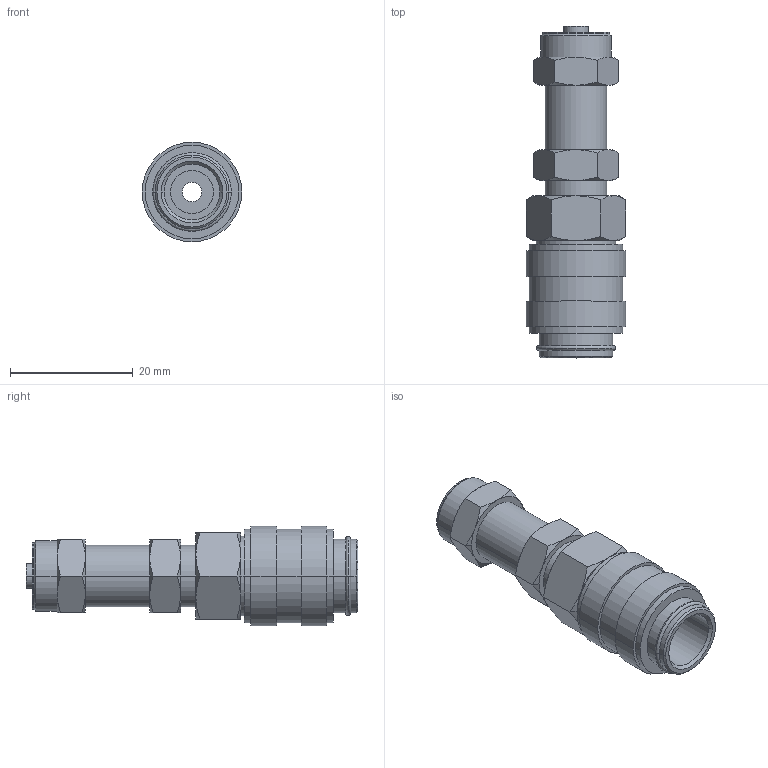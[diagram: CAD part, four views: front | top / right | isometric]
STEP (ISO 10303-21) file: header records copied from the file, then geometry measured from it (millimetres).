
FILE_DESCRIPTION(('STEP AP214'),'1');
FILE_NAME('ESME_4_TQSV.stp','2020-08-17T11:37:44',('TraceParts'),('TraceParts S.A.'),'Spatial InterOp 3D',' ',' ');
FILE_SCHEMA(('AUTOMOTIVE_DESIGN { 1 0 10303 214 1 1 1 1 }'));
Length unit declared in the file: millimetre
Products named in the file (1): ESME_4_TQSV_1
Bounding box: 16.2 x 54 x 16.2 mm (x, y, z)
Volume: 5135.8 mm3; surface area: 4353.1 mm2
Topology: 2 solids, 2 shells, 129 faces, 270 edges, 158 vertices
Faces by surface type: cone 58, plane 35, cylinder 32, torus 4
Entity records: 4294 total; most frequent: CARTESIAN_POINT 847, DIRECTION 586, ORIENTED_EDGE 540, EDGE_CURVE 270, AXIS2_PLACEMENT_3D 257, VERTEX_POINT 158, EDGE_LOOP 146, ADVANCED_FACE 129
